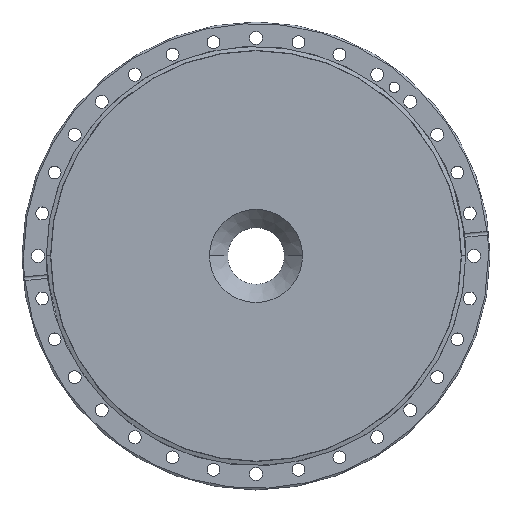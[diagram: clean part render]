
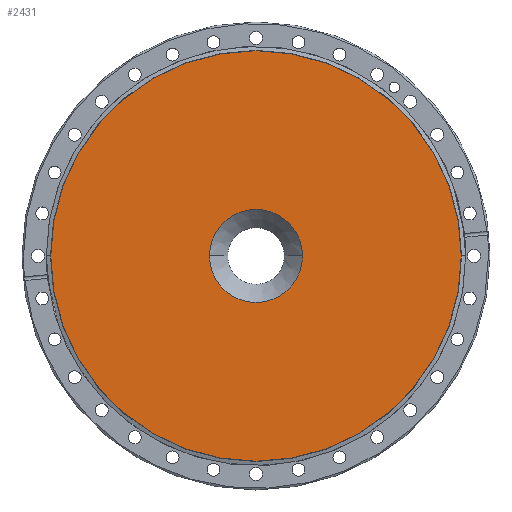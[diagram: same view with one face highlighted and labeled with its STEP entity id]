
A CAD part, top view. The second image highlights one B-rep face of the part: STEP entity #2431.
In plain terms, the highlighted planar face has unit normal (0, 0, 1).
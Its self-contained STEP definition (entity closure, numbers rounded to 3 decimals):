
#119 = ORIENTED_EDGE ( 'NONE', *, *, #4347, .T. ) ;
#133 = DIRECTION ( 'NONE',  ( 1., 0., 0. ) ) ;
#304 = VERTEX_POINT ( 'NONE', #370 ) ;
#370 = CARTESIAN_POINT ( 'NONE',  ( -133.698, 0., -1.2 ) ) ;
#421 = ORIENTED_EDGE ( 'NONE', *, *, #3964, .T. ) ;
#862 = VERTEX_POINT ( 'NONE', #2108 ) ;
#982 = CARTESIAN_POINT ( 'NONE',  ( -30.3, 0., -1.2 ) ) ;
#1155 = AXIS2_PLACEMENT_3D ( 'NONE', #4380, #2261, #133 ) ;
#1250 = DIRECTION ( 'NONE',  ( 1., 0., 0. ) ) ;
#1329 = DIRECTION ( 'NONE',  ( 0., 0., 1. ) ) ;
#1485 = FACE_OUTER_BOUND ( 'NONE', #2443, .T. ) ;
#1693 = EDGE_CURVE ( 'NONE', #304, #862, #3543, .T. ) ;
#1935 = CARTESIAN_POINT ( 'NONE',  ( 0., 0., -1.2 ) ) ;
#1940 = CIRCLE ( 'NONE', #1155, 30.3 ) ;
#1969 = CARTESIAN_POINT ( 'NONE',  ( 0., 0., -1.2 ) ) ;
#2108 = CARTESIAN_POINT ( 'NONE',  ( 133.698, 0., -1.2 ) ) ;
#2148 = VERTEX_POINT ( 'NONE', #3532 ) ;
#2166 = ORIENTED_EDGE ( 'NONE', *, *, #2306, .T. ) ;
#2210 = EDGE_LOOP ( 'NONE', ( #2166, #119 ) ) ;
#2261 = DIRECTION ( 'NONE',  ( 0., 0., -1. ) ) ;
#2301 = DIRECTION ( 'NONE',  ( 1., 0., 0. ) ) ;
#2306 = EDGE_CURVE ( 'NONE', #2148, #4007, #1940, .T. ) ;
#2328 = CARTESIAN_POINT ( 'NONE',  ( 0., 0., -1.2 ) ) ;
#2330 = DIRECTION ( 'NONE',  ( 1., 0., 0. ) ) ;
#2431 = ADVANCED_FACE ( 'NONE', ( #1485, #3262 ), #4441, .T. ) ;
#2443 = EDGE_LOOP ( 'NONE', ( #421, #2542 ) ) ;
#2542 = ORIENTED_EDGE ( 'NONE', *, *, #1693, .T. ) ;
#2741 = AXIS2_PLACEMENT_3D ( 'NONE', #1969, #4443, #2330 ) ;
#3262 = FACE_BOUND ( 'NONE', #2210, .T. ) ;
#3382 = DIRECTION ( 'NONE',  ( 0., 0., 1. ) ) ;
#3449 = CARTESIAN_POINT ( 'NONE',  ( 0., 0., -1.2 ) ) ;
#3532 = CARTESIAN_POINT ( 'NONE',  ( 30.3, 0., -1.2 ) ) ;
#3543 = CIRCLE ( 'NONE', #4319, 133.698 ) ;
#3819 = DIRECTION ( 'NONE',  ( 1., 0., 0. ) ) ;
#3924 = CIRCLE ( 'NONE', #2741, 30.3 ) ;
#3930 = CIRCLE ( 'NONE', #4059, 133.698 ) ;
#3964 = EDGE_CURVE ( 'NONE', #862, #304, #3930, .T. ) ;
#4007 = VERTEX_POINT ( 'NONE', #982 ) ;
#4029 = AXIS2_PLACEMENT_3D ( 'NONE', #2328, #3382, #1250 ) ;
#4059 = AXIS2_PLACEMENT_3D ( 'NONE', #3449, #1329, #3819 ) ;
#4319 = AXIS2_PLACEMENT_3D ( 'NONE', #1935, #4411, #2301 ) ;
#4347 = EDGE_CURVE ( 'NONE', #4007, #2148, #3924, .T. ) ;
#4380 = CARTESIAN_POINT ( 'NONE',  ( 0., 0., -1.2 ) ) ;
#4411 = DIRECTION ( 'NONE',  ( 0., 0., 1. ) ) ;
#4441 = PLANE ( 'NONE',  #4029 ) ;
#4443 = DIRECTION ( 'NONE',  ( 0., 0., -1. ) ) ;
